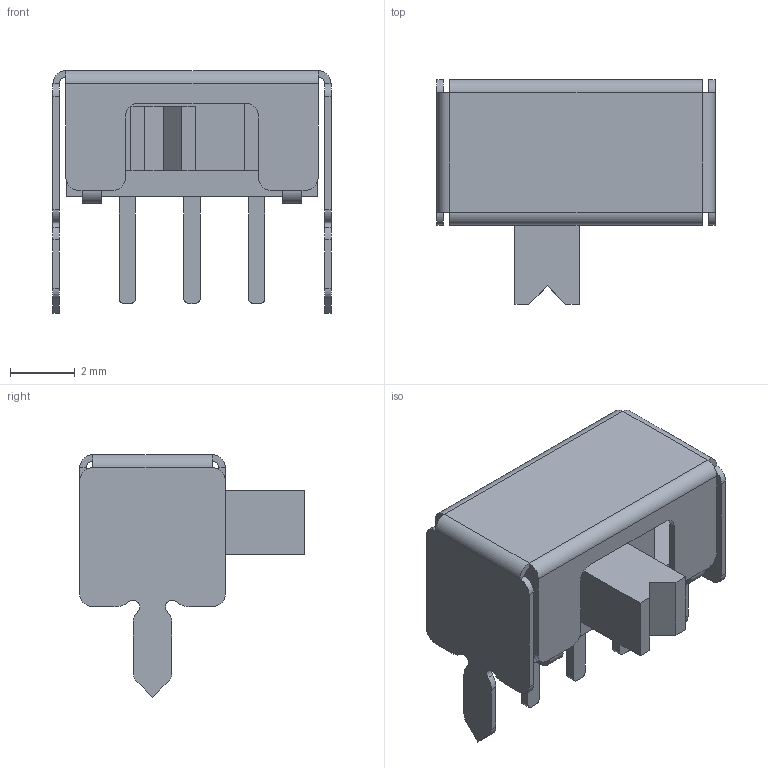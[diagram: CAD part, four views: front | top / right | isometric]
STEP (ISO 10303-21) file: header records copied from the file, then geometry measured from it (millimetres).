
FILE_DESCRIPTION(/* description */ (''),/* implementation_level */ '2;1');
FILE_NAME(/* name */ '3Pins SPDT switch SK-12D07 1P2T.step',/* time_stamp */ '2020-10-05T15:16:59+02:00',/* author */ (''),/* organization */ (''),/* preprocessor_version */ 'ST-DEVELOPER v18.1',/* originating_system */ 'Autodesk Translation Framework v9.3.0.1241',/* authorisation */ '');
FILE_SCHEMA (('AUTOMOTIVE_DESIGN { 1 0 10303 214 3 1 1 }'));
Length unit declared in the file: millimetre
Products named in the file (1): SK-12D07 1P2T
Bounding box: 8.6 x 6.94 x 7.5 mm (x, y, z)
Volume: 105.3 mm3; surface area: 463 mm2
Topology: 6 solids, 6 shells, 167 faces, 401 edges, 246 vertices
Faces by surface type: plane 113, cylinder 54
Entity records: 4820 total; most frequent: DIRECTION 845, CARTESIAN_POINT 815, ORIENTED_EDGE 802, EDGE_CURVE 401, LINE 293, VECTOR 293, AXIS2_PLACEMENT_3D 276, VERTEX_POINT 246
